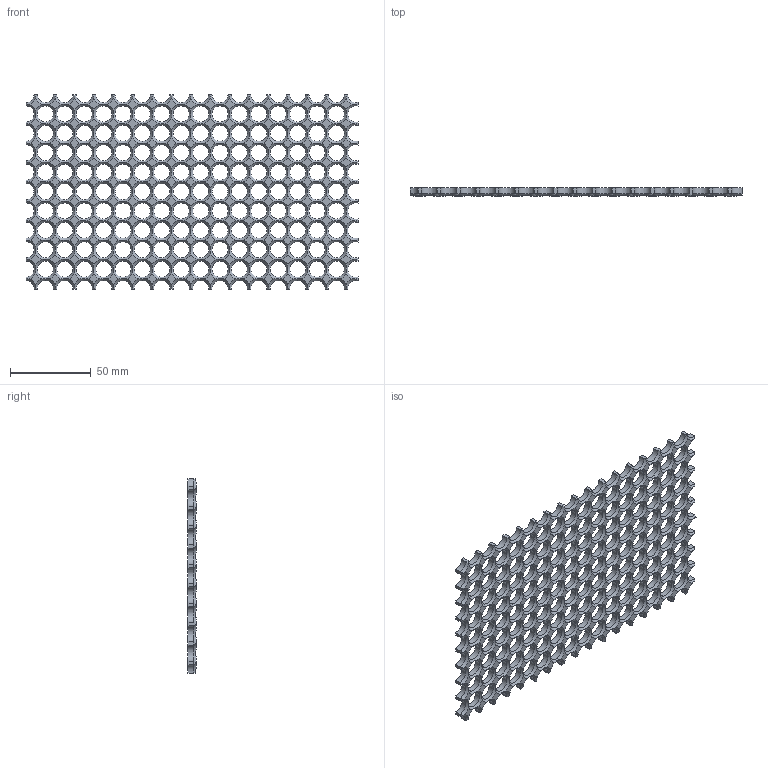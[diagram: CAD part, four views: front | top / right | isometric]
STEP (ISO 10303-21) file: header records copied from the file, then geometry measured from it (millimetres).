
FILE_DESCRIPTION(/* description */ (''),/* implementation_level */ '2;1');
FILE_NAME(/* name */ 'Component3.stp',/* time_stamp */ '2021-10-12T21:22:33+01:00',/* author */ (''),/* organization */ (''),/* preprocessor_version */ 'ST-DEVELOPER v18.1',/* originating_system */ 'Autodesk Translation Framework v10.10.0.1391',/* authorisation */ '');
FILE_SCHEMA (('AUTOMOTIVE_DESIGN { 1 0 10303 214 3 1 1 }'));
Length unit declared in the file: millimetre
Products named in the file (1): FusionComponent
Bounding box: 205.36 x 5 x 120.5 mm (x, y, z)
Volume: 50220.3 mm3; surface area: 45361 mm2
Topology: 1 solids, 1 shells, 668 faces, 2336 edges, 1526 vertices
Faces by surface type: plane 272, cone 198, cylinder 198
Full cylindrical faces by diameter (mm): 10 x144
Entity records: 28524 total; most frequent: CARTESIAN_POINT 8045, ORIENTED_EDGE 4672, DIRECTION 4279, EDGE_CURVE 2336, AXIS2_PLACEMENT_3D 1889, VERTEX_POINT 1526, CIRCLE 1220, EDGE_LOOP 812
